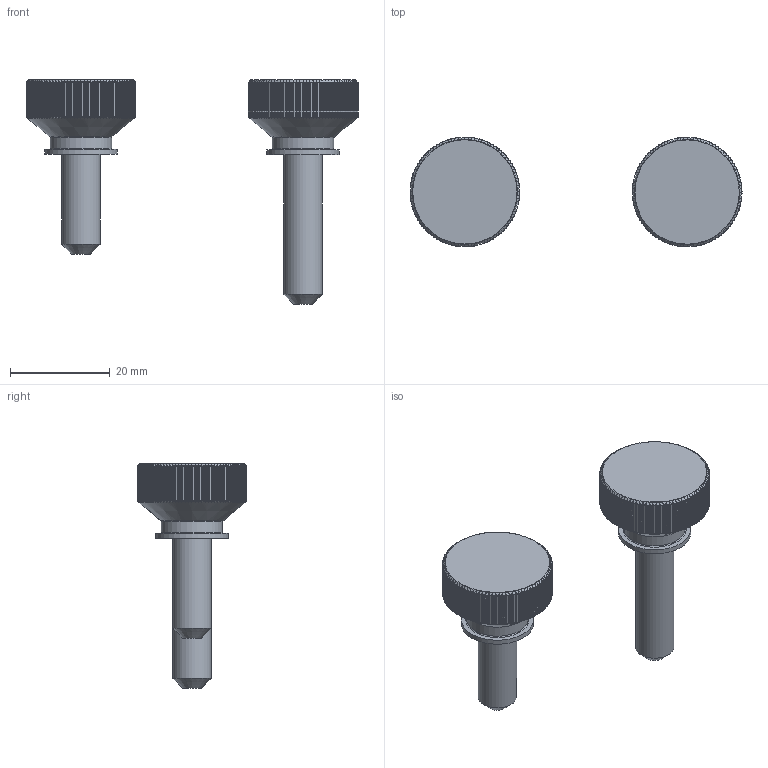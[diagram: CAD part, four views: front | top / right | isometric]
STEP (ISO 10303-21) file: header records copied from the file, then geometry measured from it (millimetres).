
FILE_DESCRIPTION(/* description */ (''),/* implementation_level */ '2;1');
FILE_NAME(/* name */ 'K-H22-M8_M.stp',/* time_stamp */ '2024-04-16T10:30:20+09:00',/* author */ ('user'),/* organization */ (''),/* preprocessor_version */ 'ST-DEVELOPER v15.6',/* originating_system */ 'Autodesk Inventor 2015',/* authorisation */ '');
FILE_SCHEMA (('AUTOMOTIVE_DESIGN { 1 0 10303 214 3 1 1 }'));
Products named in the file (3): K-H22-M8-20; K-H22-M8-30; K-H22-M8_M
Bounding box: 66.53 x 22.03 x 45.07 mm (x, y, z)
Volume: 10703.9 mm3; surface area: 4647.2 mm2
Topology: 2 solids, 2 shells, 3026 faces, 6242 edges, 3224 vertices
Faces by surface type: sphere 800, bspline 800, cylinder 606, plane 408, torus 406, cone 6
Full cylindrical faces by diameter (mm): 7.7 x2, 12.3 x2, 14.5 x2
Entity records: 95349 total; most frequent: CARTESIAN_POINT 36675, ORIENTED_EDGE 12444, DIRECTION 11906, EDGE_CURVE 6222, AXIS2_PLACEMENT_3D 5453, CIRCLE 3222, VERTEX_POINT 3222, EDGE_LOOP 3048
